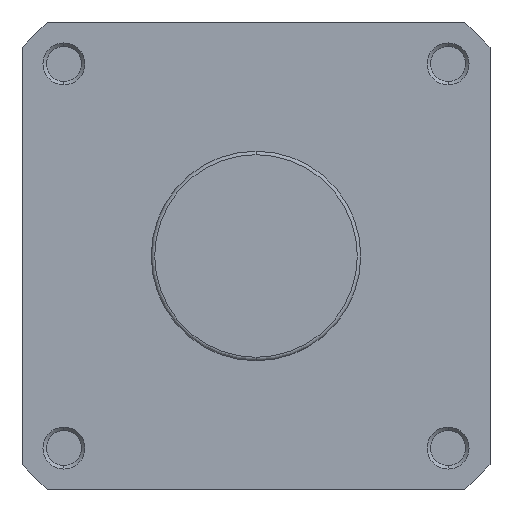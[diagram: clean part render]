
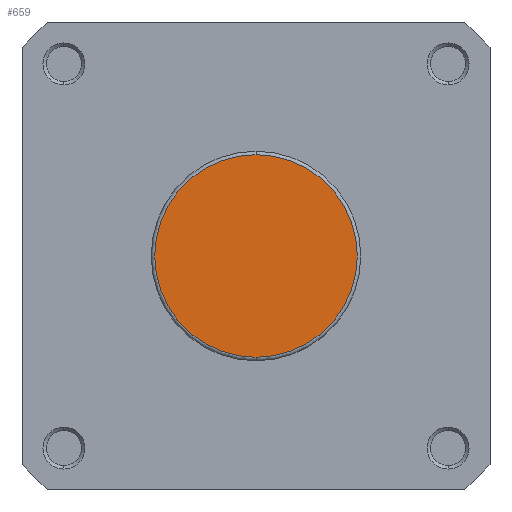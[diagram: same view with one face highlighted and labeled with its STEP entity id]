
A CAD part, left-side view. The second image highlights one B-rep face of the part: STEP entity #659.
In plain terms, the highlighted planar face has unit normal (-1, 0, 0).
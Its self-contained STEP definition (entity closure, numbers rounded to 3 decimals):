
#410 = ORIENTED_EDGE ( 'NONE', *, *, #3961, .T. ) ;
#411 = ORIENTED_EDGE ( 'NONE', *, *, #4020, .T. ) ;
#659 = ADVANCED_FACE ( 'NONE', ( #3280 ), #6716, .F. ) ;
#804 = CIRCLE ( 'NONE', #4477, 29. ) ;
#888 = CIRCLE ( 'NONE', #4508, 29. ) ;
#2327 = CARTESIAN_POINT ( 'NONE',  ( 0., 0., 29. ) ) ;
#2329 = CARTESIAN_POINT ( 'NONE',  ( 0., 0., -29. ) ) ;
#3034 = EDGE_LOOP ( 'NONE', ( #411, #410 ) ) ;
#3280 = FACE_OUTER_BOUND ( 'NONE', #3034, .T. ) ;
#3961 = EDGE_CURVE ( 'NONE', #6955, #6957, #804, .T. ) ;
#4020 = EDGE_CURVE ( 'NONE', #6957, #6955, #888, .T. ) ;
#4316 = AXIS2_PLACEMENT_3D ( 'NONE', #7118, #7198, #7043 ) ;
#4477 = AXIS2_PLACEMENT_3D ( 'NONE', #6017, #6018, #6019 ) ;
#4508 = AXIS2_PLACEMENT_3D ( 'NONE', #6160, #6167, #6168 ) ;
#6017 = CARTESIAN_POINT ( 'NONE',  ( 0., 0., 0. ) ) ;
#6018 = DIRECTION ( 'NONE',  ( -1., 0., 0. ) ) ;
#6019 = DIRECTION ( 'NONE',  ( 0., 0., -1. ) ) ;
#6160 = CARTESIAN_POINT ( 'NONE',  ( 0., 0., 0. ) ) ;
#6167 = DIRECTION ( 'NONE',  ( -1., 0., 0. ) ) ;
#6168 = DIRECTION ( 'NONE',  ( 0., 0., -1. ) ) ;
#6716 = PLANE ( 'NONE',  #4316 ) ;
#6955 = VERTEX_POINT ( 'NONE', #2327 ) ;
#6957 = VERTEX_POINT ( 'NONE', #2329 ) ;
#7043 = DIRECTION ( 'NONE',  ( 0., 0., -1. ) ) ;
#7118 = CARTESIAN_POINT ( 'NONE',  ( 0., 30., 0. ) ) ;
#7198 = DIRECTION ( 'NONE',  ( 1., 0., 0. ) ) ;
